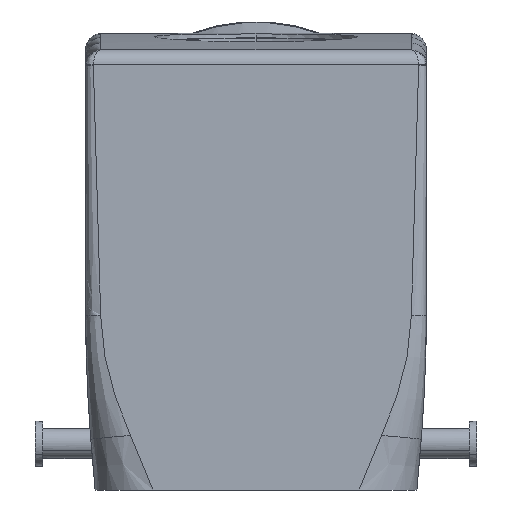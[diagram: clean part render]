
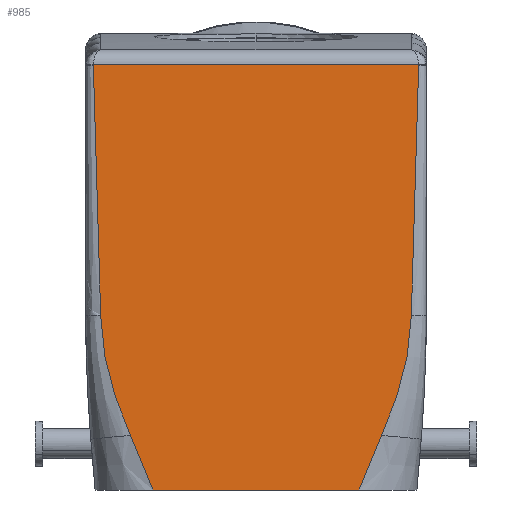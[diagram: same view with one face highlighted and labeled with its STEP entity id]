
A CAD part, front view. The second image highlights one B-rep face of the part: STEP entity #985.
In plain terms, the highlighted planar face has unit normal (0, -1, 0.013).
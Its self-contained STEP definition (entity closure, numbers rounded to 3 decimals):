
#844=AXIS2_PLACEMENT_3D('Plane Axis2P3D',#841,#842,#843) ;
#422=CARTESIAN_POINT('Vertex',(15.727,0.,0.)) ;
#491=CARTESIAN_POINT('Vertex',(43.273,0.,0.)) ;
#494=CARTESIAN_POINT('Line Origine',(29.5,0.,0.)) ;
#841=CARTESIAN_POINT('Axis2P3D Location',(29.5,1.046,79.915)) ;
#847=CARTESIAN_POINT('Control Point',(7.771,0.743,56.727)) ;
#848=CARTESIAN_POINT('Control Point',(7.779,0.733,56.024)) ;
#849=CARTESIAN_POINT('Control Point',(7.788,0.724,55.324)) ;
#850=CARTESIAN_POINT('Control Point',(7.795,0.717,54.77)) ;
#851=CARTESIAN_POINT('Control Point',(7.815,0.699,53.406)) ;
#852=CARTESIAN_POINT('Control Point',(7.838,0.681,52.041)) ;
#853=CARTESIAN_POINT('Control Point',(7.85,0.673,51.373)) ;
#854=CARTESIAN_POINT('Control Point',(7.961,0.594,45.371)) ;
#855=CARTESIAN_POINT('Control Point',(8.127,0.515,39.37)) ;
#856=CARTESIAN_POINT('Control Point',(8.31,0.445,34.027)) ;
#857=CARTESIAN_POINT('Control Point',(8.48,0.376,28.693)) ;
#858=CARTESIAN_POINT('Control Point',(8.749,0.306,23.365)) ;
#859=CARTESIAN_POINT('Vertex',(8.749,0.306,23.365)) ;
#861=CARTESIAN_POINT('Vertex',(7.771,0.743,56.727)) ;
#865=CARTESIAN_POINT('Control Point',(8.749,0.306,23.365)) ;
#866=CARTESIAN_POINT('Control Point',(8.761,0.303,23.126)) ;
#867=CARTESIAN_POINT('Control Point',(8.773,0.3,22.889)) ;
#868=CARTESIAN_POINT('Control Point',(8.786,0.297,22.664)) ;
#869=CARTESIAN_POINT('Control Point',(8.805,0.293,22.346)) ;
#870=CARTESIAN_POINT('Control Point',(8.827,0.288,22.027)) ;
#871=CARTESIAN_POINT('Control Point',(8.832,0.287,21.948)) ;
#872=CARTESIAN_POINT('Control Point',(8.919,0.271,20.71)) ;
#873=CARTESIAN_POINT('Control Point',(9.041,0.255,19.475)) ;
#874=CARTESIAN_POINT('Control Point',(9.203,0.24,18.324)) ;
#875=CARTESIAN_POINT('Control Point',(9.646,0.209,15.959)) ;
#876=CARTESIAN_POINT('Control Point',(10.295,0.179,13.639)) ;
#877=CARTESIAN_POINT('Control Point',(10.682,0.163,12.454)) ;
#878=CARTESIAN_POINT('Control Point',(11.317,0.14,10.706)) ;
#879=CARTESIAN_POINT('Control Point',(12.013,0.118,8.982)) ;
#880=CARTESIAN_POINT('Control Point',(12.249,0.11,8.415)) ;
#881=CARTESIAN_POINT('Control Point',(12.489,0.103,7.85)) ;
#882=CARTESIAN_POINT('Control Point',(12.732,0.095,7.286)) ;
#883=CARTESIAN_POINT('Vertex',(12.732,0.095,7.286)) ;
#887=CARTESIAN_POINT('Control Point',(12.732,0.095,7.286)) ;
#888=CARTESIAN_POINT('Control Point',(13.222,0.08,6.124)) ;
#889=CARTESIAN_POINT('Control Point',(13.716,0.065,4.962)) ;
#890=CARTESIAN_POINT('Control Point',(14.205,0.05,3.797)) ;
#891=CARTESIAN_POINT('Control Point',(14.801,0.031,2.339)) ;
#892=CARTESIAN_POINT('Control Point',(15.382,0.011,0.877)) ;
#893=CARTESIAN_POINT('Control Point',(15.497,0.008,0.585)) ;
#894=CARTESIAN_POINT('Control Point',(15.612,0.004,0.293)) ;
#895=CARTESIAN_POINT('Control Point',(15.727,0.,0.)) ;
#898=CARTESIAN_POINT('Control Point',(46.268,0.095,7.286)) ;
#899=CARTESIAN_POINT('Control Point',(45.778,0.08,6.124)) ;
#900=CARTESIAN_POINT('Control Point',(45.284,0.065,4.962)) ;
#901=CARTESIAN_POINT('Control Point',(44.795,0.05,3.797)) ;
#902=CARTESIAN_POINT('Control Point',(44.199,0.031,2.339)) ;
#903=CARTESIAN_POINT('Control Point',(43.618,0.011,0.877)) ;
#904=CARTESIAN_POINT('Control Point',(43.503,0.008,0.585)) ;
#905=CARTESIAN_POINT('Control Point',(43.388,0.004,0.293)) ;
#906=CARTESIAN_POINT('Control Point',(43.273,0.,0.)) ;
#907=CARTESIAN_POINT('Vertex',(46.268,0.095,7.286)) ;
#911=CARTESIAN_POINT('Control Point',(50.251,0.306,23.365)) ;
#912=CARTESIAN_POINT('Control Point',(50.239,0.303,23.126)) ;
#913=CARTESIAN_POINT('Control Point',(50.227,0.3,22.889)) ;
#914=CARTESIAN_POINT('Control Point',(50.214,0.297,22.664)) ;
#915=CARTESIAN_POINT('Control Point',(50.195,0.293,22.346)) ;
#916=CARTESIAN_POINT('Control Point',(50.173,0.288,22.027)) ;
#917=CARTESIAN_POINT('Control Point',(50.168,0.287,21.948)) ;
#918=CARTESIAN_POINT('Control Point',(50.081,0.271,20.71)) ;
#919=CARTESIAN_POINT('Control Point',(49.959,0.255,19.475)) ;
#920=CARTESIAN_POINT('Control Point',(49.797,0.24,18.324)) ;
#921=CARTESIAN_POINT('Control Point',(49.354,0.209,15.959)) ;
#922=CARTESIAN_POINT('Control Point',(48.705,0.179,13.639)) ;
#923=CARTESIAN_POINT('Control Point',(48.318,0.163,12.454)) ;
#924=CARTESIAN_POINT('Control Point',(47.683,0.14,10.706)) ;
#925=CARTESIAN_POINT('Control Point',(46.987,0.118,8.982)) ;
#926=CARTESIAN_POINT('Control Point',(46.751,0.11,8.415)) ;
#927=CARTESIAN_POINT('Control Point',(46.511,0.103,7.85)) ;
#928=CARTESIAN_POINT('Control Point',(46.268,0.095,7.286)) ;
#929=CARTESIAN_POINT('Vertex',(50.251,0.306,23.365)) ;
#933=CARTESIAN_POINT('Control Point',(51.229,0.743,56.727)) ;
#934=CARTESIAN_POINT('Control Point',(51.221,0.733,56.024)) ;
#935=CARTESIAN_POINT('Control Point',(51.212,0.724,55.324)) ;
#936=CARTESIAN_POINT('Control Point',(51.205,0.717,54.77)) ;
#937=CARTESIAN_POINT('Control Point',(51.185,0.699,53.406)) ;
#938=CARTESIAN_POINT('Control Point',(51.162,0.681,52.041)) ;
#939=CARTESIAN_POINT('Control Point',(51.15,0.673,51.373)) ;
#940=CARTESIAN_POINT('Control Point',(51.039,0.594,45.371)) ;
#941=CARTESIAN_POINT('Control Point',(50.873,0.515,39.37)) ;
#942=CARTESIAN_POINT('Control Point',(50.69,0.445,34.027)) ;
#943=CARTESIAN_POINT('Control Point',(50.52,0.376,28.693)) ;
#944=CARTESIAN_POINT('Control Point',(50.251,0.306,23.365)) ;
#945=CARTESIAN_POINT('Vertex',(51.229,0.743,56.727)) ;
#949=CARTESIAN_POINT('Control Point',(51.225,0.744,56.825)) ;
#950=CARTESIAN_POINT('Control Point',(51.227,0.744,56.806)) ;
#951=CARTESIAN_POINT('Control Point',(51.228,0.743,56.786)) ;
#952=CARTESIAN_POINT('Control Point',(51.229,0.743,56.767)) ;
#953=CARTESIAN_POINT('Control Point',(51.229,0.743,56.747)) ;
#954=CARTESIAN_POINT('Control Point',(51.229,0.743,56.727)) ;
#955=CARTESIAN_POINT('Vertex',(51.225,0.744,56.825)) ;
#958=CARTESIAN_POINT('Line Origine',(29.5,0.744,56.825)) ;
#962=CARTESIAN_POINT('Vertex',(7.775,0.744,56.825)) ;
#966=CARTESIAN_POINT('Control Point',(7.775,0.744,56.825)) ;
#967=CARTESIAN_POINT('Control Point',(7.773,0.744,56.806)) ;
#968=CARTESIAN_POINT('Control Point',(7.772,0.743,56.786)) ;
#969=CARTESIAN_POINT('Control Point',(7.771,0.743,56.767)) ;
#970=CARTESIAN_POINT('Control Point',(7.771,0.743,56.747)) ;
#971=CARTESIAN_POINT('Control Point',(7.771,0.743,56.727)) ;
#495=DIRECTION('Vector Direction',(-1.,0.,0.)) ;
#842=DIRECTION('Axis2P3D Direction',(0.,-1.,0.013)) ;
#843=DIRECTION('Axis2P3D XDirection',(-1.,0.,0.)) ;
#959=DIRECTION('Vector Direction',(-1.,0.,0.)) ;
#496=VECTOR('Line Direction',#495,1.) ;
#960=VECTOR('Line Direction',#959,1.) ;
#974=ORIENTED_EDGE('',*,*,#863,.F.) ;
#975=ORIENTED_EDGE('',*,*,#885,.F.) ;
#976=ORIENTED_EDGE('',*,*,#896,.F.) ;
#977=ORIENTED_EDGE('',*,*,#498,.T.) ;
#978=ORIENTED_EDGE('',*,*,#909,.T.) ;
#979=ORIENTED_EDGE('',*,*,#931,.T.) ;
#980=ORIENTED_EDGE('',*,*,#947,.T.) ;
#981=ORIENTED_EDGE('',*,*,#957,.T.) ;
#982=ORIENTED_EDGE('',*,*,#964,.F.) ;
#983=ORIENTED_EDGE('',*,*,#972,.F.) ;
#985=ADVANCED_FACE('Hood',(#984),#845,.T.) ;
#846=B_SPLINE_CURVE_WITH_KNOTS('',5,(#847,#848,#849,#850,#851,#852,#853,#854,#855,#856,#857,#858),.UNSPECIFIED.,.F.,.U.,(6,3,3,6),(0.,4.925,9.652,47.392),.UNSPECIFIED.) ;
#864=B_SPLINE_CURVE_WITH_KNOTS('',5,(#865,#866,#867,#868,#869,#870,#871,#872,#873,#874,#875,#876,#877,#878,#879,#880,#881,#882),.UNSPECIFIED.,.F.,.U.,(6,3,3,3,3,6),(0.,1.7,2.262,10.487,19.27,23.603),.UNSPECIFIED.) ;
#886=B_SPLINE_CURVE_WITH_KNOTS('',5,(#887,#888,#889,#890,#891,#892,#893,#894,#895),.UNSPECIFIED.,.F.,.U.,(6,3,6),(0.,8.917,11.142),.UNSPECIFIED.) ;
#897=B_SPLINE_CURVE_WITH_KNOTS('',5,(#898,#899,#900,#901,#902,#903,#904,#905,#906),.UNSPECIFIED.,.F.,.U.,(6,3,6),(0.,8.917,11.142),.UNSPECIFIED.) ;
#910=B_SPLINE_CURVE_WITH_KNOTS('',5,(#911,#912,#913,#914,#915,#916,#917,#918,#919,#920,#921,#922,#923,#924,#925,#926,#927,#928),.UNSPECIFIED.,.F.,.U.,(6,3,3,3,3,6),(0.,1.7,2.262,10.487,19.27,23.603),.UNSPECIFIED.) ;
#932=B_SPLINE_CURVE_WITH_KNOTS('',5,(#933,#934,#935,#936,#937,#938,#939,#940,#941,#942,#943,#944),.UNSPECIFIED.,.F.,.U.,(6,3,3,6),(0.,4.925,9.652,47.392),.UNSPECIFIED.) ;
#948=B_SPLINE_CURVE_WITH_KNOTS('',5,(#949,#950,#951,#952,#953,#954),.UNSPECIFIED.,.F.,.U.,(6,6),(0.,0.139),.UNSPECIFIED.) ;
#965=B_SPLINE_CURVE_WITH_KNOTS('',5,(#966,#967,#968,#969,#970,#971),.UNSPECIFIED.,.F.,.U.,(6,6),(0.,0.139),.UNSPECIFIED.) ;
#498=EDGE_CURVE('',#423,#492,#497,.F.) ;
#863=EDGE_CURVE('',#860,#862,#846,.F.) ;
#885=EDGE_CURVE('',#884,#860,#864,.F.) ;
#896=EDGE_CURVE('',#423,#884,#886,.F.) ;
#909=EDGE_CURVE('',#492,#908,#897,.F.) ;
#931=EDGE_CURVE('',#908,#930,#910,.F.) ;
#947=EDGE_CURVE('',#930,#946,#932,.F.) ;
#957=EDGE_CURVE('',#946,#956,#948,.F.) ;
#964=EDGE_CURVE('',#963,#956,#961,.F.) ;
#972=EDGE_CURVE('',#862,#963,#965,.F.) ;
#973=EDGE_LOOP('',(#974,#975,#976,#977,#978,#979,#980,#981,#982,#983)) ;
#984=FACE_OUTER_BOUND('',#973,.T.) ;
#497=LINE('Line',#494,#496) ;
#961=LINE('Line',#958,#960) ;
#845=PLANE('',#844) ;
#423=VERTEX_POINT('',#422) ;
#492=VERTEX_POINT('',#491) ;
#860=VERTEX_POINT('',#859) ;
#862=VERTEX_POINT('',#861) ;
#884=VERTEX_POINT('',#883) ;
#908=VERTEX_POINT('',#907) ;
#930=VERTEX_POINT('',#929) ;
#946=VERTEX_POINT('',#945) ;
#956=VERTEX_POINT('',#955) ;
#963=VERTEX_POINT('',#962) ;
